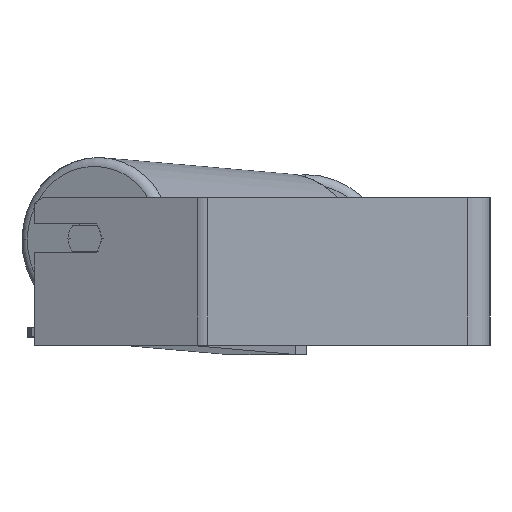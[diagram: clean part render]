
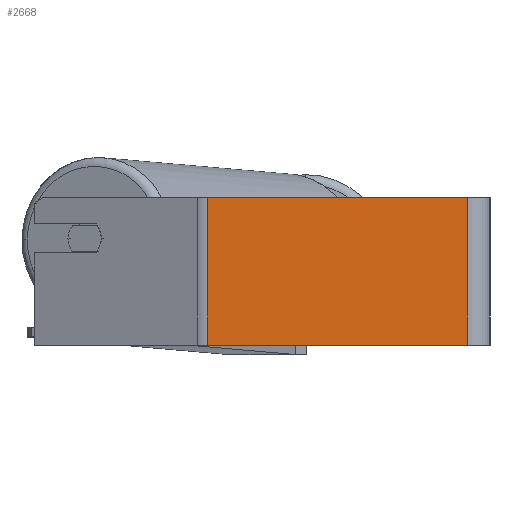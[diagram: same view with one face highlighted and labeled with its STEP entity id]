
A CAD part, left-side view. The second image highlights one B-rep face of the part: STEP entity #2668.
In plain terms, the highlighted planar face has unit normal (-1, 0, 0).
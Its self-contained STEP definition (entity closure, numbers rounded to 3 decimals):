
#143 = ORIENTED_EDGE ( 'NONE', *, *, #746, .F. ) ;
#373 = VECTOR ( 'NONE', #6314, 1000. ) ;
#441 = DIRECTION ( 'NONE',  ( 0., 0., -1. ) ) ;
#502 = AXIS2_PLACEMENT_3D ( 'NONE', #7929, #1656, #441 ) ;
#606 = VERTEX_POINT ( 'NONE', #5908 ) ;
#746 = EDGE_CURVE ( 'NONE', #3759, #3618, #4704, .T. ) ;
#862 = LINE ( 'NONE', #3636, #3568 ) ;
#867 = CARTESIAN_POINT ( 'NONE',  ( -430., 12., 40. ) ) ;
#1228 = VECTOR ( 'NONE', #5124, 1000. ) ;
#1656 = DIRECTION ( 'NONE',  ( 1., 0., 0. ) ) ;
#1758 = CARTESIAN_POINT ( 'NONE',  ( -430., 153.526, 40. ) ) ;
#2656 = EDGE_CURVE ( 'NONE', #606, #3306, #7379, .T. ) ;
#2668 = ADVANCED_FACE ( 'NONE', ( #7982 ), #3863, .F. ) ;
#3306 = VERTEX_POINT ( 'NONE', #7728 ) ;
#3331 = CARTESIAN_POINT ( 'NONE',  ( -430., 12., -40. ) ) ;
#3568 = VECTOR ( 'NONE', #4357, 1000. ) ;
#3618 = VERTEX_POINT ( 'NONE', #3331 ) ;
#3636 = CARTESIAN_POINT ( 'NONE',  ( -430., 156.186, -40. ) ) ;
#3759 = VERTEX_POINT ( 'NONE', #867 ) ;
#3863 = PLANE ( 'NONE',  #502 ) ;
#4304 = LINE ( 'NONE', #5631, #373 ) ;
#4357 = DIRECTION ( 'NONE',  ( 0., -1., 0. ) ) ;
#4704 = LINE ( 'NONE', #7703, #4822 ) ;
#4794 = DIRECTION ( 'NONE',  ( 0., 0., -1. ) ) ;
#4822 = VECTOR ( 'NONE', #4794, 1000. ) ;
#5124 = DIRECTION ( 'NONE',  ( 0., 0., -1. ) ) ;
#5631 = CARTESIAN_POINT ( 'NONE',  ( -430., 156.186, 40. ) ) ;
#5872 = ORIENTED_EDGE ( 'NONE', *, *, #2656, .T. ) ;
#5908 = CARTESIAN_POINT ( 'NONE',  ( -430., 153.526, 40. ) ) ;
#6226 = EDGE_CURVE ( 'NONE', #3306, #3618, #862, .T. ) ;
#6314 = DIRECTION ( 'NONE',  ( 0., -1., 0. ) ) ;
#6555 = EDGE_CURVE ( 'NONE', #606, #3759, #4304, .T. ) ;
#7379 = LINE ( 'NONE', #1758, #1228 ) ;
#7703 = CARTESIAN_POINT ( 'NONE',  ( -430., 12., 40. ) ) ;
#7728 = CARTESIAN_POINT ( 'NONE',  ( -430., 153.526, -40. ) ) ;
#7929 = CARTESIAN_POINT ( 'NONE',  ( -430., 156.186, 40. ) ) ;
#7982 = FACE_OUTER_BOUND ( 'NONE', #8439, .T. ) ;
#8058 = ORIENTED_EDGE ( 'NONE', *, *, #6226, .T. ) ;
#8365 = ORIENTED_EDGE ( 'NONE', *, *, #6555, .F. ) ;
#8439 = EDGE_LOOP ( 'NONE', ( #8058, #143, #8365, #5872 ) ) ;
